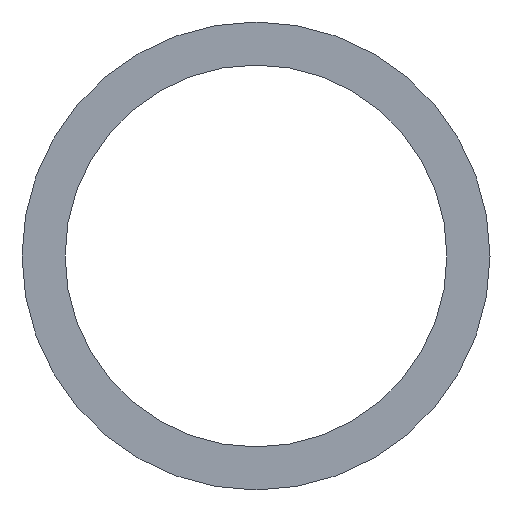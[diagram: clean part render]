
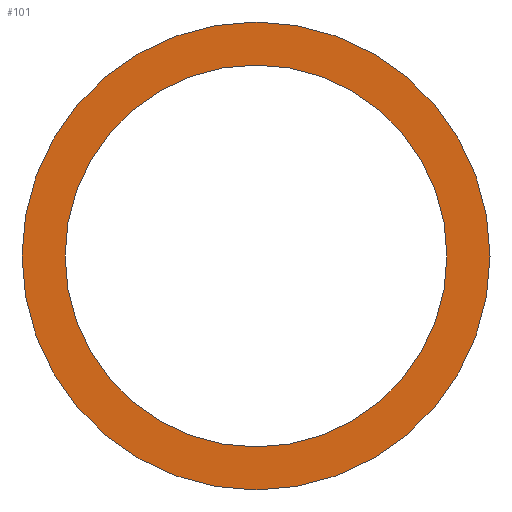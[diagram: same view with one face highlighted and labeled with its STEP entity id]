
A CAD part, left-side view. The second image highlights one B-rep face of the part: STEP entity #101.
In plain terms, the highlighted planar face has unit normal (-1, 0, 0).
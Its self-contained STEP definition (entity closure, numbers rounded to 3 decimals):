
#57 = EDGE_CURVE( '', #67, #75, #128, .T. );
#65 = VERTEX_POINT( '', #137 );
#67 = VERTEX_POINT( '', #139 );
#69 = EDGE_CURVE( '', #65, #93, #141, .T. );
#75 = VERTEX_POINT( '', #147 );
#91 = EDGE_CURVE( '', #75, #67, #167, .T. );
#93 = VERTEX_POINT( '', #169 );
#99 = EDGE_CURVE( '', #93, #65, #175, .T. );
#101 = ADVANCED_FACE( '', ( #177, #178 ), #179, .F. );
#128 = CIRCLE( '', #198, 20.4 );
#137 = CARTESIAN_POINT( '', ( 0., 0., 25. ) );
#139 = CARTESIAN_POINT( '', ( 0., 0., 20.4 ) );
#141 = CIRCLE( '', #214, 25. );
#147 = CARTESIAN_POINT( '', ( 0., 0., -20.4 ) );
#167 = CIRCLE( '', #246, 20.4 );
#169 = CARTESIAN_POINT( '', ( 0., 0., -25. ) );
#175 = CIRCLE( '', #256, 25. );
#177 = FACE_OUTER_BOUND( '', #258, .T. );
#178 = FACE_BOUND( '', #259, .T. );
#179 = PLANE( '', #260 );
#198 = AXIS2_PLACEMENT_3D( '', #276, #277, #278 );
#214 = AXIS2_PLACEMENT_3D( '', #288, #289, #290 );
#246 = AXIS2_PLACEMENT_3D( '', #325, #326, #327 );
#256 = AXIS2_PLACEMENT_3D( '', #331, #332, #333 );
#258 = EDGE_LOOP( '', ( #335, #336 ) );
#259 = EDGE_LOOP( '', ( #337, #338 ) );
#260 = AXIS2_PLACEMENT_3D( '', #339, #340, #341 );
#276 = CARTESIAN_POINT( '', ( 0., 0., 0. ) );
#277 = DIRECTION( '', ( 1., 0., 0. ) );
#278 = DIRECTION( '', ( 0., 0., -1. ) );
#288 = CARTESIAN_POINT( '', ( 0., 0., 0. ) );
#289 = DIRECTION( '', ( 1., 0., 0. ) );
#290 = DIRECTION( '', ( 0., 0., -1. ) );
#325 = CARTESIAN_POINT( '', ( 0., 0., 0. ) );
#326 = DIRECTION( '', ( 1., 0., 0. ) );
#327 = DIRECTION( '', ( 0., 0., -1. ) );
#331 = CARTESIAN_POINT( '', ( 0., 0., 0. ) );
#332 = DIRECTION( '', ( 1., 0., 0. ) );
#333 = DIRECTION( '', ( 0., 0., -1. ) );
#335 = ORIENTED_EDGE( '', *, *, #99, .F. );
#336 = ORIENTED_EDGE( '', *, *, #69, .F. );
#337 = ORIENTED_EDGE( '', *, *, #91, .T. );
#338 = ORIENTED_EDGE( '', *, *, #57, .T. );
#339 = CARTESIAN_POINT( '', ( 0., 0., 0. ) );
#340 = DIRECTION( '', ( 1., 0., 0. ) );
#341 = DIRECTION( '', ( 0., 0., -1. ) );
